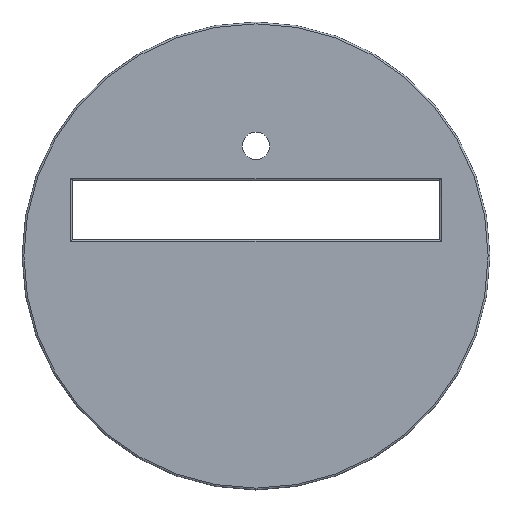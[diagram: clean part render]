
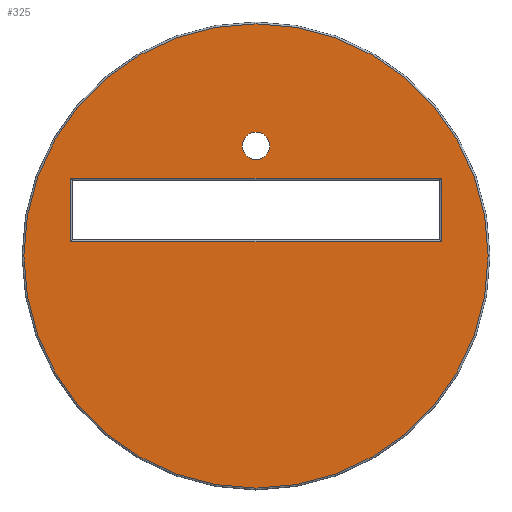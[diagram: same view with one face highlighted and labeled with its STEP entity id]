
A CAD part, top view. The second image highlights one B-rep face of the part: STEP entity #325.
In plain terms, the highlighted planar face has unit normal (0, 0, 1).
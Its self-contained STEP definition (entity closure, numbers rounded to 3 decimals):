
#1 = CARTESIAN_POINT ( 'NONE',  ( 25.5, 0., 0. ) ) ;
#71 = VECTOR ( 'NONE', #1315, 1000. ) ;
#83 = DIRECTION ( 'NONE',  ( -1., 0., 0. ) ) ;
#156 = CARTESIAN_POINT ( 'NONE',  ( 0., 12., 0. ) ) ;
#173 = LINE ( 'NONE', #913, #71 ) ;
#223 = CARTESIAN_POINT ( 'NONE',  ( 25.5, 1.55, 0. ) ) ;
#264 = EDGE_CURVE ( 'NONE', #1011, #1027, #1371, .T. ) ;
#279 = VERTEX_POINT ( 'NONE', #1160 ) ;
#297 = ORIENTED_EDGE ( 'NONE', *, *, #355, .T. ) ;
#314 = LINE ( 'NONE', #735, #332 ) ;
#318 = VERTEX_POINT ( 'NONE', #418 ) ;
#319 = EDGE_CURVE ( 'NONE', #590, #847, #314, .T. ) ;
#321 = FACE_BOUND ( 'NONE', #1107, .T. ) ;
#325 = ADVANCED_FACE ( 'NONE', ( #1373, #427, #321 ), #957, .F. ) ;
#332 = VECTOR ( 'NONE', #432, 1000. ) ;
#355 = EDGE_CURVE ( 'NONE', #847, #279, #1192, .T. ) ;
#369 = EDGE_CURVE ( 'NONE', #1048, #643, #1152, .T. ) ;
#371 = CARTESIAN_POINT ( 'NONE',  ( -25.3, 0., 0. ) ) ;
#416 = AXIS2_PLACEMENT_3D ( 'NONE', #156, #698, #917 ) ;
#418 = CARTESIAN_POINT ( 'NONE',  ( -20.2, 8.45, 0. ) ) ;
#427 = FACE_OUTER_BOUND ( 'NONE', #1370, .T. ) ;
#432 = DIRECTION ( 'NONE',  ( 0., -1., 0. ) ) ;
#475 = DIRECTION ( 'NONE',  ( 1., 0., 0. ) ) ;
#487 = CARTESIAN_POINT ( 'NONE',  ( 20.2, 1.55, 0. ) ) ;
#496 = CARTESIAN_POINT ( 'NONE',  ( 25.5, 8.45, 0. ) ) ;
#511 = VECTOR ( 'NONE', #671, 1000. ) ;
#520 = EDGE_CURVE ( 'NONE', #318, #590, #918, .T. ) ;
#521 = DIRECTION ( 'NONE',  ( -1., 0., 0. ) ) ;
#529 = CARTESIAN_POINT ( 'NONE',  ( 0., 0., 0. ) ) ;
#551 = AXIS2_PLACEMENT_3D ( 'NONE', #679, #1292, #475 ) ;
#583 = ORIENTED_EDGE ( 'NONE', *, *, #1174, .T. ) ;
#590 = VERTEX_POINT ( 'NONE', #1094 ) ;
#596 = VECTOR ( 'NONE', #699, 1000. ) ;
#613 = ORIENTED_EDGE ( 'NONE', *, *, #1041, .T. ) ;
#643 = VERTEX_POINT ( 'NONE', #1078 ) ;
#671 = DIRECTION ( 'NONE',  ( -1., 0., 0. ) ) ;
#679 = CARTESIAN_POINT ( 'NONE',  ( 0., 12., 0. ) ) ;
#698 = DIRECTION ( 'NONE',  ( 0., 0., 1. ) ) ;
#699 = DIRECTION ( 'NONE',  ( 1., 0., 0. ) ) ;
#733 = ORIENTED_EDGE ( 'NONE', *, *, #264, .T. ) ;
#735 = CARTESIAN_POINT ( 'NONE',  ( 20.2, 0., 0. ) ) ;
#807 = CARTESIAN_POINT ( 'NONE',  ( -1.5, 12., 0. ) ) ;
#808 = ORIENTED_EDGE ( 'NONE', *, *, #520, .T. ) ;
#818 = AXIS2_PLACEMENT_3D ( 'NONE', #529, #1044, #83 ) ;
#847 = VERTEX_POINT ( 'NONE', #487 ) ;
#854 = CIRCLE ( 'NONE', #416, 1.5 ) ;
#868 = ORIENTED_EDGE ( 'NONE', *, *, #1318, .F. ) ;
#875 = AXIS2_PLACEMENT_3D ( 'NONE', #1340, #1268, #521 ) ;
#913 = CARTESIAN_POINT ( 'NONE',  ( -20.2, 0., 0. ) ) ;
#917 = DIRECTION ( 'NONE',  ( 1., 0., 0. ) ) ;
#918 = LINE ( 'NONE', #496, #596 ) ;
#957 = PLANE ( 'NONE',  #1106 ) ;
#962 = DIRECTION ( 'NONE',  ( -1., 0., 0. ) ) ;
#1011 = VERTEX_POINT ( 'NONE', #371 ) ;
#1027 = VERTEX_POINT ( 'NONE', #1230 ) ;
#1041 = EDGE_CURVE ( 'NONE', #279, #318, #173, .T. ) ;
#1044 = DIRECTION ( 'NONE',  ( 0., 0., 1. ) ) ;
#1045 = ORIENTED_EDGE ( 'NONE', *, *, #319, .T. ) ;
#1048 = VERTEX_POINT ( 'NONE', #807 ) ;
#1066 = DIRECTION ( 'NONE',  ( 0., 0., -1. ) ) ;
#1078 = CARTESIAN_POINT ( 'NONE',  ( 1.5, 12., 0. ) ) ;
#1094 = CARTESIAN_POINT ( 'NONE',  ( 20.2, 8.45, 0. ) ) ;
#1106 = AXIS2_PLACEMENT_3D ( 'NONE', #1, #1066, #962 ) ;
#1107 = EDGE_LOOP ( 'NONE', ( #808, #1045, #297, #613 ) ) ;
#1152 = CIRCLE ( 'NONE', #551, 1.5 ) ;
#1160 = CARTESIAN_POINT ( 'NONE',  ( -20.2, 1.55, 0. ) ) ;
#1174 = EDGE_CURVE ( 'NONE', #1027, #1011, #1259, .T. ) ;
#1192 = LINE ( 'NONE', #223, #511 ) ;
#1230 = CARTESIAN_POINT ( 'NONE',  ( 25.3, 0., 0. ) ) ;
#1259 = CIRCLE ( 'NONE', #875, 25.3 ) ;
#1268 = DIRECTION ( 'NONE',  ( 0., 0., 1. ) ) ;
#1292 = DIRECTION ( 'NONE',  ( 0., 0., 1. ) ) ;
#1294 = ORIENTED_EDGE ( 'NONE', *, *, #369, .F. ) ;
#1315 = DIRECTION ( 'NONE',  ( 0., 1., 0. ) ) ;
#1318 = EDGE_CURVE ( 'NONE', #643, #1048, #854, .T. ) ;
#1340 = CARTESIAN_POINT ( 'NONE',  ( 0., 0., 0. ) ) ;
#1341 = EDGE_LOOP ( 'NONE', ( #1294, #868 ) ) ;
#1370 = EDGE_LOOP ( 'NONE', ( #733, #583 ) ) ;
#1371 = CIRCLE ( 'NONE', #818, 25.3 ) ;
#1373 = FACE_BOUND ( 'NONE', #1341, .T. ) ;
